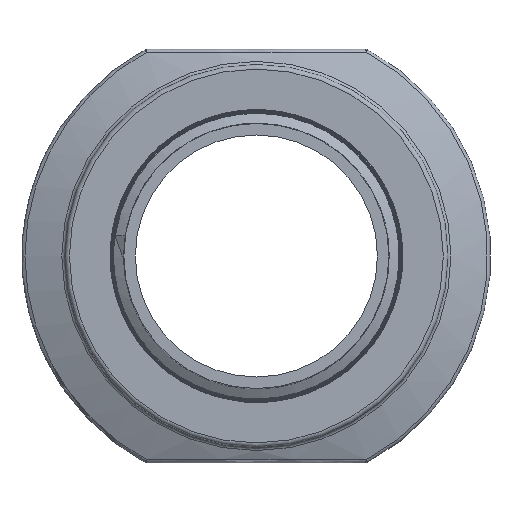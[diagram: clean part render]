
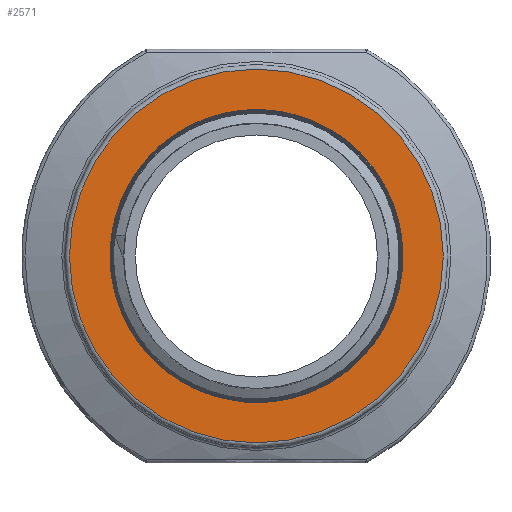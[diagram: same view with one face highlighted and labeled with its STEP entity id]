
A CAD part, left-side view. The second image highlights one B-rep face of the part: STEP entity #2571.
In plain terms, the highlighted planar face has unit normal (-1, 0, 0).
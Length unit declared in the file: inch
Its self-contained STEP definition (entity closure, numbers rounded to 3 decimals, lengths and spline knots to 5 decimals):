
#2480=CARTESIAN_POINT('',(-0.38391,1.22,0.0));
#2481=VERTEX_POINT('',#2480);
#2482=CARTESIAN_POINT('',(-0.38391,0.0,0.0));
#2483=DIRECTION('',(1.0,0.0,0.0));
#2484=DIRECTION('',(0.0,-1.0,0.0));
#2485=AXIS2_PLACEMENT_3D('',#2482,#2483,#2484);
#2486=CIRCLE('',#2485,1.22);
#2487=EDGE_CURVE('',#2481,#2481,#2486,.T.);
#2495=CARTESIAN_POINT('',(-0.38391,1.07173,0.0));
#2496=DIRECTION('',(-1.0,0.0,0.0));
#2497=DIRECTION('',(0.0,0.0,1.0));
#2498=AXIS2_PLACEMENT_3D('',#2495,#2496,#2497);
#2499=PLANE('',#2498);
#2500=ORIENTED_EDGE('',*,*,#2487,.F.);
#2501=EDGE_LOOP('',(#2500));
#2502=FACE_OUTER_BOUND('',#2501,.T.);
#2503=CARTESIAN_POINT('',(-0.38391,0.08368,-0.95276));
#2504=VERTEX_POINT('',#2503);
#2505=CARTESIAN_POINT('',(-0.38391,0.33095,0.82991));
#2506=VERTEX_POINT('',#2505);
#2507=CARTESIAN_POINT('',(-0.38391,0.08368,-0.95269));
#2508=CARTESIAN_POINT('',(-0.38391,0.15097,-0.94513));
#2509=CARTESIAN_POINT('',(-0.38391,0.21709,-0.93057));
#2510=CARTESIAN_POINT('',(-0.38391,0.28093,-0.9091));
#2511=CARTESIAN_POINT('',(-0.38391,0.42789,-0.85967));
#2512=CARTESIAN_POINT('',(-0.38391,0.56287,-0.77335));
#2513=CARTESIAN_POINT('',(-0.38391,0.66913,-0.66009));
#2514=CARTESIAN_POINT('',(-0.38391,0.77405,-0.54826));
#2515=CARTESIAN_POINT('',(-0.38391,0.851,-0.41035));
#2516=CARTESIAN_POINT('',(-0.38391,0.89059,-0.262));
#2517=CARTESIAN_POINT('',(-0.38391,0.92971,-0.11539));
#2518=CARTESIAN_POINT('',(-0.38391,0.93207,0.04064));
#2519=CARTESIAN_POINT('',(-0.38391,0.89728,0.18784));
#2520=CARTESIAN_POINT('',(-0.38391,0.86292,0.33325));
#2521=CARTESIAN_POINT('',(-0.38391,0.79204,0.47047));
#2522=CARTESIAN_POINT('',(-0.38391,0.69295,0.58232));
#2523=CARTESIAN_POINT('',(-0.38391,0.59516,0.69271));
#2524=CARTESIAN_POINT('',(-0.38391,0.46987,0.77872));
#2525=CARTESIAN_POINT('',(-0.38391,0.33095,0.82991));
#2526=B_SPLINE_CURVE_WITH_KNOTS('',3,(#2507,#2508,#2509,#2510,#2511,#2512,#2513,#2514,#2515,#2516,#2517,#2518,#2519,#2520,#2521,#2522,#2523,#2524,#2525),.UNSPECIFIED.,.F.,.U.,(4,3,3,3,3,3,4),(0.0,0.51582,1.70337,2.876,4.03482,5.17957,6.30928),.UNSPECIFIED.);
#2527=EDGE_CURVE('',#2504,#2506,#2526,.T.);
#2528=ORIENTED_EDGE('',*,*,#2527,.T.);
#2529=CARTESIAN_POINT('',(-0.38391,-0.19765,0.87133));
#2530=VERTEX_POINT('',#2529);
#2531=CARTESIAN_POINT('',(-0.38391,0.0,0.0));
#2532=DIRECTION('',(1.0,0.0,0.0));
#2533=DIRECTION('',(0.0,1.0,0.0));
#2534=AXIS2_PLACEMENT_3D('',#2531,#2532,#2533);
#2535=CIRCLE('',#2534,0.89347);
#2536=EDGE_CURVE('',#2506,#2530,#2535,.T.);
#2537=ORIENTED_EDGE('',*,*,#2536,.T.);
#2538=CARTESIAN_POINT('',(-0.38391,-0.32423,-0.8996));
#2539=VERTEX_POINT('',#2538);
#2540=CARTESIAN_POINT('',(-0.38391,-0.19768,0.87136));
#2541=CARTESIAN_POINT('',(-0.38391,-0.21997,0.86696));
#2542=CARTESIAN_POINT('',(-0.38391,-0.24206,0.86172));
#2543=CARTESIAN_POINT('',(-0.38391,-0.26388,0.85563));
#2544=CARTESIAN_POINT('',(-0.38391,-0.40845,0.81533));
#2545=CARTESIAN_POINT('',(-0.38391,-0.54267,0.73782));
#2546=CARTESIAN_POINT('',(-0.38391,-0.65009,0.63333));
#2547=CARTESIAN_POINT('',(-0.38391,-0.75893,0.52745));
#2548=CARTESIAN_POINT('',(-0.38391,-0.84082,0.39333));
#2549=CARTESIAN_POINT('',(-0.38391,-0.8857,0.24802));
#2550=CARTESIAN_POINT('',(-0.38391,-0.93114,0.1009));
#2551=CARTESIAN_POINT('',(-0.38391,-0.9389,-0.05771));
#2552=CARTESIAN_POINT('',(-0.38391,-0.9082,-0.20907));
#2553=CARTESIAN_POINT('',(-0.38391,-0.87711,-0.36239));
#2554=CARTESIAN_POINT('',(-0.38391,-0.80688,-0.50709));
#2555=CARTESIAN_POINT('',(-0.38391,-0.70633,-0.62651));
#2556=CARTESIAN_POINT('',(-0.38391,-0.60458,-0.74736));
#2557=CARTESIAN_POINT('',(-0.38391,-0.47196,-0.84206));
#2558=CARTESIAN_POINT('',(-0.38391,-0.32423,-0.8996));
#2559=B_SPLINE_CURVE_WITH_KNOTS('',3,(#2540,#2541,#2542,#2543,#2544,#2545,#2546,#2547,#2548,#2549,#2550,#2551,#2552,#2553,#2554,#2555,#2556,#2557,#2558),.UNSPECIFIED.,.F.,.U.,(4,3,3,3,3,3,4),(0.0,0.1732,1.32048,2.483,3.65997,4.85219,6.05866),.UNSPECIFIED.);
#2560=EDGE_CURVE('',#2530,#2539,#2559,.T.);
#2561=ORIENTED_EDGE('',*,*,#2560,.T.);
#2562=CARTESIAN_POINT('',(-0.38391,-0.32426,-0.89964));
#2563=CARTESIAN_POINT('',(-0.38391,-0.19414,-0.94646));
#2564=CARTESIAN_POINT('',(-0.38391,-0.05413,-0.96481));
#2565=CARTESIAN_POINT('',(-0.38391,0.08368,-0.95276));
#2566=B_SPLINE_CURVE_WITH_KNOTS('',3,(#2562,#2563,#2564,#2565),.UNSPECIFIED.,.F.,.U.,(4,4),(0.0,1.0541),.UNSPECIFIED.);
#2567=EDGE_CURVE('',#2539,#2504,#2566,.T.);
#2568=ORIENTED_EDGE('',*,*,#2567,.T.);
#2569=EDGE_LOOP('',(#2528,#2537,#2561,#2568));
#2570=FACE_BOUND('',#2569,.T.);
#2571=ADVANCED_FACE('',(#2502,#2570),#2499,.T.);
